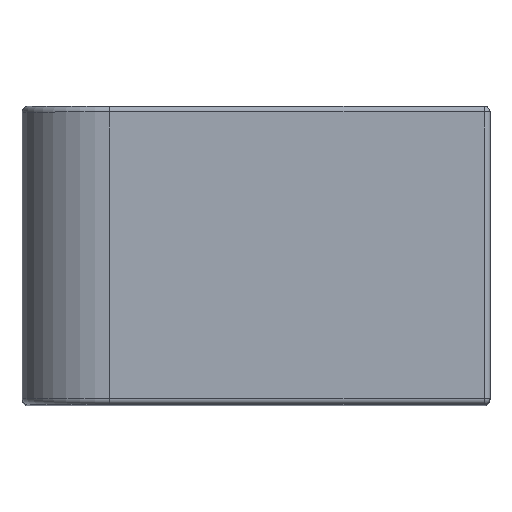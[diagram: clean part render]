
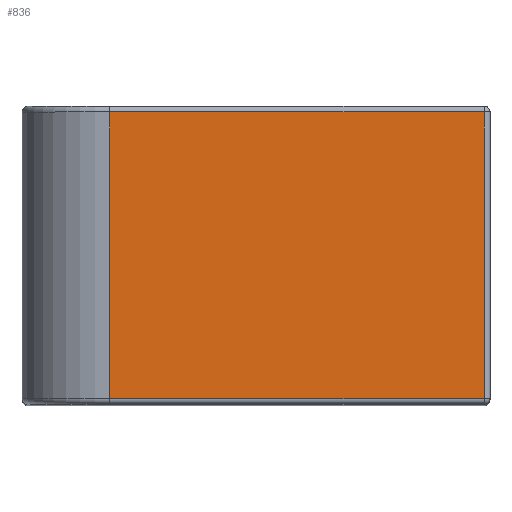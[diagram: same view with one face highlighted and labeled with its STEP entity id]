
A CAD part, top view. The second image highlights one B-rep face of the part: STEP entity #836.
In plain terms, the highlighted planar face has unit normal (0, 0, 1).
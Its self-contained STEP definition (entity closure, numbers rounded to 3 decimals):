
#261=DIRECTION('',(1.,0.,0.));
#262=VECTOR('',#261,12.8);
#263=CARTESIAN_POINT('',(-5.,10.,13.9));
#264=LINE('',#263,#262);
#268=DIRECTION('',(0.,-1.,0.));
#269=VECTOR('',#268,9.8);
#270=CARTESIAN_POINT('',(7.8,10.,13.9));
#271=LINE('',#270,#269);
#275=DIRECTION('',(-1.,0.,0.));
#276=VECTOR('',#275,12.8);
#277=CARTESIAN_POINT('',(7.8,0.2,13.9));
#278=LINE('',#277,#276);
#282=DIRECTION('',(0.,-1.,0.));
#283=VECTOR('',#282,9.8);
#284=CARTESIAN_POINT('',(-5.,10.,13.9));
#285=LINE('',#284,#283);
#619=CARTESIAN_POINT('',(-5.,10.,13.9));
#620=CARTESIAN_POINT('',(7.8,10.,13.9));
#621=VERTEX_POINT('',#619);
#622=VERTEX_POINT('',#620);
#659=CARTESIAN_POINT('',(-5.,0.2,13.9));
#660=VERTEX_POINT('',#659);
#663=CARTESIAN_POINT('',(7.8,0.2,13.9));
#664=VERTEX_POINT('',#663);
#822=CARTESIAN_POINT('',(-8.,0.,13.9));
#823=DIRECTION('',(0.,0.,1.));
#824=DIRECTION('',(1.,0.,0.));
#825=AXIS2_PLACEMENT_3D('',#822,#823,#824);
#826=PLANE('',#825);
#827=ORIENTED_EDGE('',*,*,#812,.T.);
#829=ORIENTED_EDGE('',*,*,#828,.T.);
#831=ORIENTED_EDGE('',*,*,#830,.T.);
#833=ORIENTED_EDGE('',*,*,#832,.F.);
#834=EDGE_LOOP('',(#827,#829,#831,#833));
#835=FACE_OUTER_BOUND('',#834,.F.);
#836=ADVANCED_FACE('',(#835),#826,.T.);
#812=EDGE_CURVE('',#621,#622,#264,.T.);
#828=EDGE_CURVE('',#622,#664,#271,.T.);
#830=EDGE_CURVE('',#664,#660,#278,.T.);
#832=EDGE_CURVE('',#621,#660,#285,.T.);
